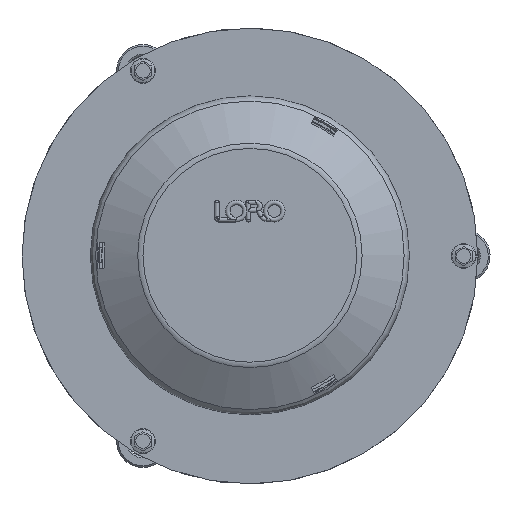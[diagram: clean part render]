
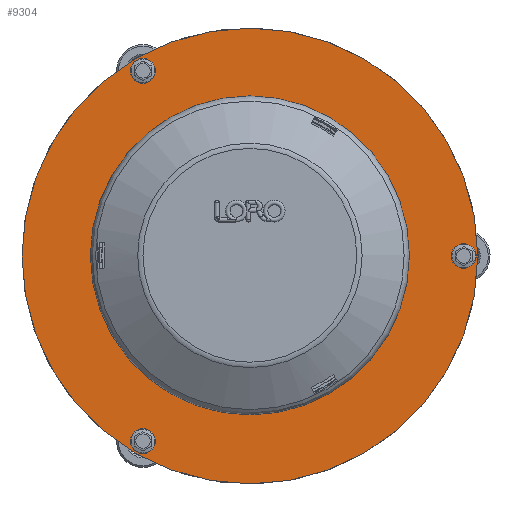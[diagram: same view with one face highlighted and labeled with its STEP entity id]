
A CAD part, top view. The second image highlights one B-rep face of the part: STEP entity #9304.
In plain terms, the highlighted planar face has unit normal (0, 0, 1).
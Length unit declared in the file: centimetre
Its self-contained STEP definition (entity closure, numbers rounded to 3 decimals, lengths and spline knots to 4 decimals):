
#1893=FACE_BOUND('',#2618,.T.);
#1894=FACE_BOUND('',#2619,.T.);
#1895=FACE_BOUND('',#2620,.T.);
#1896=FACE_BOUND('',#2621,.T.);
#2125=FACE_OUTER_BOUND('',#2617,.T.);
#2617=EDGE_LOOP('',(#6441));
#2618=EDGE_LOOP('',(#6442));
#2619=EDGE_LOOP('',(#6443));
#2620=EDGE_LOOP('',(#6444));
#2621=EDGE_LOOP('',(#6445));
#3218=CIRCLE('',#9861,4.);
#3220=CIRCLE('',#9864,4.);
#3222=CIRCLE('',#9867,4.);
#3225=CIRCLE('',#9871,84.5);
#3227=CIRCLE('',#9874,130.);
#3802=VERTEX_POINT('',#14096);
#3804=VERTEX_POINT('',#14102);
#3806=VERTEX_POINT('',#14108);
#3809=VERTEX_POINT('',#14116);
#3811=VERTEX_POINT('',#14122);
#4808=EDGE_CURVE('',#3802,#3802,#3218,.T.);
#4811=EDGE_CURVE('',#3804,#3804,#3220,.T.);
#4814=EDGE_CURVE('',#3806,#3806,#3222,.T.);
#4819=EDGE_CURVE('',#3809,#3809,#3225,.T.);
#4822=EDGE_CURVE('',#3811,#3811,#3227,.T.);
#6441=ORIENTED_EDGE('',*,*,#4822,.T.);
#6442=ORIENTED_EDGE('',*,*,#4819,.F.);
#6443=ORIENTED_EDGE('',*,*,#4808,.T.);
#6444=ORIENTED_EDGE('',*,*,#4811,.T.);
#6445=ORIENTED_EDGE('',*,*,#4814,.T.);
#8872=PLANE('',#9876);
#9304=ADVANCED_FACE('',(#2125,#1893,#1894,#1895,#1896),#8872,.T.);
#9861=AXIS2_PLACEMENT_3D('',#14097,#11157,#11158);
#9864=AXIS2_PLACEMENT_3D('',#14103,#11164,#11165);
#9867=AXIS2_PLACEMENT_3D('',#14109,#11171,#11172);
#9871=AXIS2_PLACEMENT_3D('',#14118,#11181,#11182);
#9874=AXIS2_PLACEMENT_3D('',#14124,#11188,#11189);
#9876=AXIS2_PLACEMENT_3D('',#14126,#11192,#11193);
#11157=DIRECTION('center_axis',(0.,0.,-1.));
#11158=DIRECTION('ref_axis',(-0.866,-0.5,0.));
#11164=DIRECTION('center_axis',(0.,0.,-1.));
#11165=DIRECTION('ref_axis',(0.5,-0.866,0.));
#11171=DIRECTION('center_axis',(0.,0.,-1.));
#11172=DIRECTION('ref_axis',(-0.5,0.866,0.));
#11181=DIRECTION('center_axis',(0.,0.,1.));
#11182=DIRECTION('ref_axis',(0.866,0.5,0.));
#11188=DIRECTION('center_axis',(0.,0.,1.));
#11189=DIRECTION('ref_axis',(0.866,0.5,0.));
#11192=DIRECTION('center_axis',(0.,0.,1.));
#11193=DIRECTION('ref_axis',(0.5,-0.866,0.));
#14096=CARTESIAN_POINT('',(125.4641,2.,25.5));
#14097=CARTESIAN_POINT('Origin',(122.,0.,25.5));
#14102=CARTESIAN_POINT('',(-63.,-102.191,25.5));
#14103=CARTESIAN_POINT('Origin',(-61.,-105.6551,25.5));
#14108=CARTESIAN_POINT('',(-59.,102.191,25.5));
#14109=CARTESIAN_POINT('Origin',(-61.,105.6551,25.5));
#14116=CARTESIAN_POINT('',(-73.1791,-42.25,25.5));
#14118=CARTESIAN_POINT('Origin',(0.,0.,25.5));
#14122=CARTESIAN_POINT('',(-112.5833,-65.,25.5));
#14124=CARTESIAN_POINT('Origin',(0.,0.,25.5));
#14126=CARTESIAN_POINT('Origin',(0.,0.,25.5));
